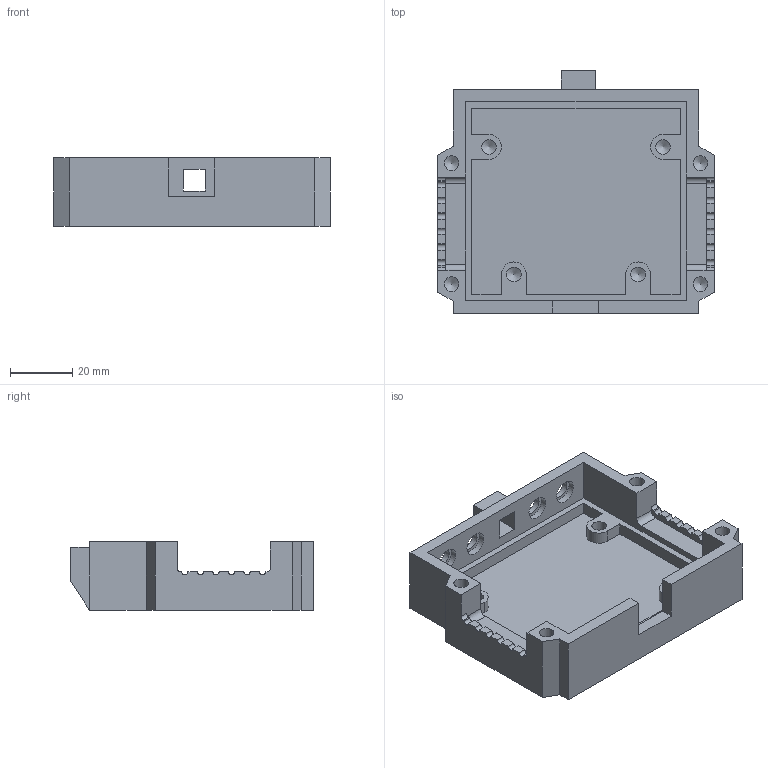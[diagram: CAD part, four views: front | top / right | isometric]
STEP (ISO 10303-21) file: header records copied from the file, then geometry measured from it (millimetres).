
FILE_DESCRIPTION(('FreeCAD Model'),'2;1');
FILE_NAME('Open CASCADE Shape Model','2024-07-14T11:06:40',(''),(''), 'Open CASCADE STEP processor 7.7','FreeCAD','Unknown');
FILE_SCHEMA(('AUTOMOTIVE_DESIGN { 1 0 10303 214 1 1 1 1 }'));
Length unit declared in the file: millimetre
Products named in the file (1): case
Bounding box: 89 x 78 x 22 mm (x, y, z)
Volume: 49268.5 mm3; surface area: 24435.2 mm2
Topology: 1 solids, 1 shells, 124 faces, 341 edges, 224 vertices
Faces by surface type: plane 76, cylinder 40, cone 8
Full cylindrical faces by diameter (mm): 4.7 x8, 5.604 x4, 7.604 x4
Entity records: 3927 total; most frequent: CARTESIAN_POINT 682, ORIENTED_EDGE 666, DIRECTION 663, EDGE_CURVE 333, LINE 253, VECTOR 253, VERTEX_POINT 224, AXIS2_PLACEMENT_3D 205
